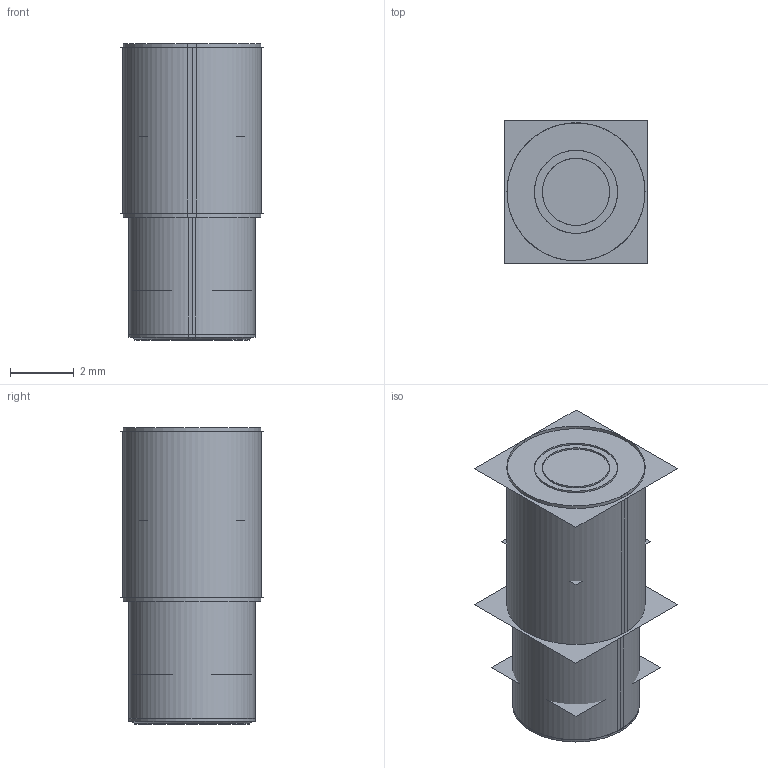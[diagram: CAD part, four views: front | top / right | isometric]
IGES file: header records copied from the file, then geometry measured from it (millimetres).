
Start section:  PTC IGES file: 214915.igs
Global section: file name: 214915.igs; native system: Creo Parametric by PTC Inc.; preprocessor: 2018300; author: pdmadmin; organization: Unknown; date: 20191029.081945; units: millimetre
Bounding box: 4.5 x 4.49 x 9.27 mm (x, y, z)
Volume: 76.6 mm3; surface area: 1167.4 mm2
Topology: 2 solids, 3 shells, 48 faces, 236 edges, 298 vertices
Faces by surface type: revolution 40, bspline 8
